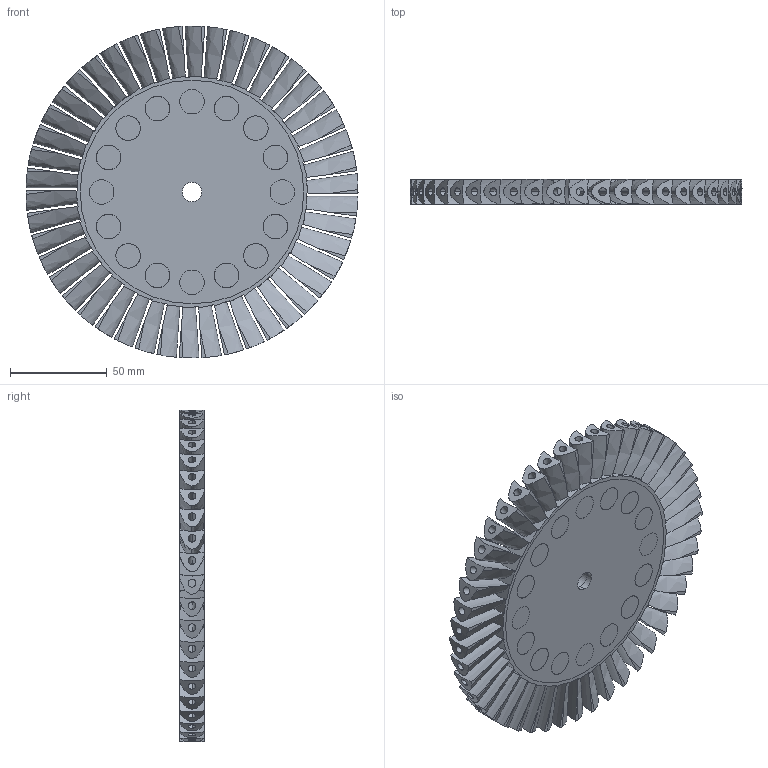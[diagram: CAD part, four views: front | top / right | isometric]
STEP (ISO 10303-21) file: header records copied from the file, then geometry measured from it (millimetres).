
FILE_DESCRIPTION (( 'STEP AP214' ), '1' );
FILE_NAME ('[TP] [Turb] Rotor36.STEP', '2024-04-29T08:51:46', ( '' ), ( '' ), 'SwSTEP 2.0', 'SolidWorks 2023', '' );
FILE_SCHEMA (( 'AUTOMOTIVE_DESIGN' ));
Length unit declared in the file: millimetre
Products named in the file (4): [TP] [Turb] Blisk Column Pins; [TP] [Turb] Rotor36; [TP] [Turb] Blisk; [TP] [Turb] Rotor Outer Plate
Assembly tree (19 placements, depth 2):
  [TP] [Turb] Rotor36
    [TP] [Turb] Blisk
    [TP] [Turb] Rotor Outer Plate  x2
    [TP] [Turb] Blisk Column Pins  x16
Bounding box: 171.91 x 12.7 x 171.91 mm (x, y, z)
Volume: 206411.4 mm3; surface area: 141531.5 mm2
Topology: 19 solids, 19 shells, 644 faces, 1764 edges, 1206 vertices
Faces by surface type: cylinder 328, plane 224, bspline 92
Entity records: 22729 total; most frequent: CARTESIAN_POINT 9188, ORIENTED_EDGE 3132, DIRECTION 2396, EDGE_CURVE 1566, VERTEX_POINT 1074, AXIS2_PLACEMENT_3D 906, EDGE_LOOP 662, LINE 584
